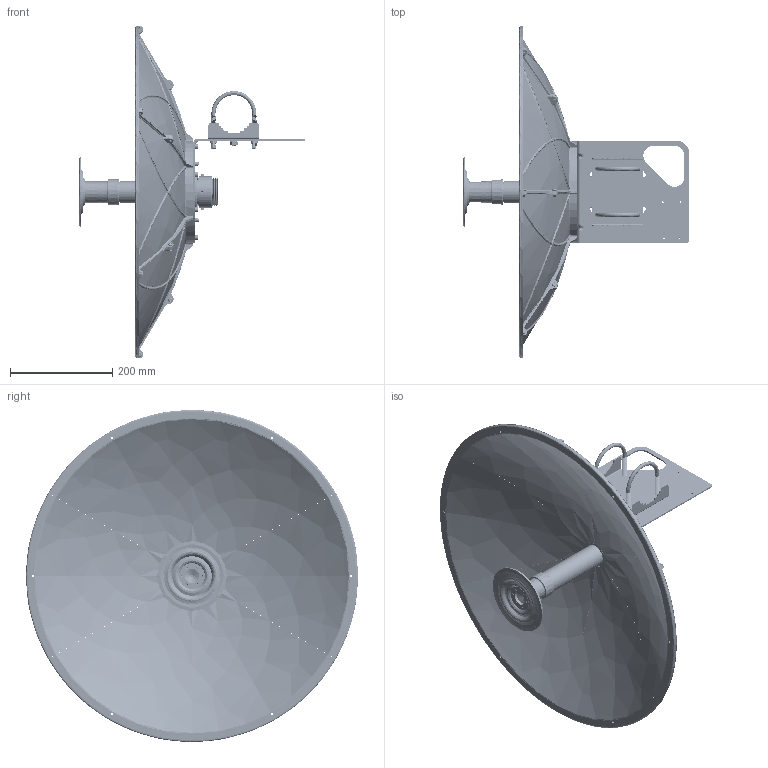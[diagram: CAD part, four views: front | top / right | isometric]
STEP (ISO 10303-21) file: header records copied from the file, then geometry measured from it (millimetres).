
FILE_DESCRIPTION (( 'STEP AP214' ), '1' );
FILE_NAME ('HG4971DP-30DC-C5X_3D.step', '2023-03-29T15:22:57', ( '' ), ( '' ), 'SwSTEP 2.0', 'SolidWorks 2022', '' );
FILE_SCHEMA (( 'AUTOMOTIVE_DESIGN' ));
Length unit declared in the file: inch
Products named in the file (61): Copy of M6X15_10^Copy of 30PA-JM_HG4971DP-30DC-C5X; Copy of M5X12_11^HG4971DP-30DC-C5X; Copy of MHB0202_P6-LUGUAN_L165^HG4971DP-30DC-C5X; Copy of M4NEILUI_LUOSHAN_2^HG4971DP-30DC-C5X; Copy of P6_FANSHEQI-STEP_1^HG4971DP-30DC-C5X; Copy of M6X15_11^Copy of 30PA-JM_HG4971DP-30DC-C5X; Copy of M6X15_6^Copy of 30PA-JM_HG4971DP-30DC-C5X; Copy of M2X5_2^HG4971DP-30DC-C5X; Copy of M5X12_17^HG4971DP-30DC-C5X; Copy of MHB0205_P6-C5X_GUDINGZUO^HG4971DP-30DC-C5X; Copy of M6X15^Copy of 30PA-JM_HG4971DP-30DC-C5X; Copy of M5X12_8^HG4971DP-30DC-C5X; Copy of M2X5_3^HG4971DP-30DC-C5X; Copy of P6_FANSHEQI-STEP_3^HG4971DP-30DC-C5X; Copy of P6_FANSHEQI-STEP^HG4971DP-30DC-C5X; Copy of M6X15_1^Copy of 30PA-JM_HG4971DP-30DC-C5X; Copy of M4X10^HG4971DP-30DC-C5X; Copy of M5X12_16^HG4971DP-30DC-C5X; Copy of M5X12^HG4971DP-30DC-C5X; Copy of M5X12_10^HG4971DP-30DC-C5X; Copy of 30PA-JM^HG4971DP-30DC-C5X; Copy of P6_FANSHEQI-STEP_5^HG4971DP-30DC-C5X; Copy of M5X12_1^HG4971DP-30DC-C5X; Copy of M6X15_8^Copy of 30PA-JM_HG4971DP-30DC-C5X; Copy of P6_FANSHEQI-STEP_4^HG4971DP-30DC-C5X; Copy of M6X15_3^Copy of 30PA-JM_HG4971DP-30DC-C5X; Copy of M5X12_7^HG4971DP-30DC-C5X; Copy of M5X12_5^HG4971DP-30DC-C5X; HG4971DP-30DC-C5X_3D; Copy of M6X15_7^Copy of 30PA-JM_HG4971DP-30DC-C5X; Copy of MHB0204_P6-C5X_LIANJIEQI^HG4971DP-30DC-C5X; Copy of M2X5_5^HG4971DP-30DC-C5X; Copy of M5X12_4^HG4971DP-30DC-C5X; Copy of M6X15_9^Copy of 30PA-JM_HG4971DP-30DC-C5X; Copy of M8LM^Copy of 30PA-JM_HG4971DP-30DC-C5X; Copy of M5X12_15^HG4971DP-30DC-C5X; Copy of M6X15_4^Copy of 30PA-JM_HG4971DP-30DC-C5X; Copy of M4NEILUI_LUOSHAN_3^HG4971DP-30DC-C5X; Copy of M6X15_2^Copy of 30PA-JM_HG4971DP-30DC-C5X; Copy of M8DIEXING_LUOMU_3^Copy of 30PA-JM_HG4971DP-30DC-C5X ...
Assembly tree (60 placements, depth 3):
  HG4971DP-30DC-C5X_3D
    Copy of 30PA-JM^HG4971DP-30DC-C5X
      Copy of DB-5G30_JM_2^Copy of 30PA-JM_HG4971DP-30DC-C5X
      Copy of DB-5G30_U_TIE^Copy of 30PA-JM_HG4971DP-30DC-C5X
      Copy of M6X15^Copy of 30PA-JM_HG4971DP-30DC-C5X
      Copy of M6X15_1^Copy of 30PA-JM_HG4971DP-30DC-C5X
      Copy of M6X15_10^Copy of 30PA-JM_HG4971DP-30DC-C5X
      Copy of M6X15_11^Copy of 30PA-JM_HG4971DP-30DC-C5X
      Copy of M6X15_2^Copy of 30PA-JM_HG4971DP-30DC-C5X
      Copy of M6X15_3^Copy of 30PA-JM_HG4971DP-30DC-C5X
      Copy of M6X15_4^Copy of 30PA-JM_HG4971DP-30DC-C5X
      Copy of M6X15_5^Copy of 30PA-JM_HG4971DP-30DC-C5X
      Copy of M6X15_6^Copy of 30PA-JM_HG4971DP-30DC-C5X
      Copy of M6X15_7^Copy of 30PA-JM_HG4971DP-30DC-C5X
      Copy of M6X15_8^Copy of 30PA-JM_HG4971DP-30DC-C5X
      Copy of M6X15_9^Copy of 30PA-JM_HG4971DP-30DC-C5X
      Copy of M8DIEXING_LUOMU^Copy of 30PA-JM_HG4971DP-30DC-C5X
      Copy of M8DIEXING_LUOMU_1^Copy of 30PA-JM_HG4971DP-30DC-C5X
      Copy of M8DIEXING_LUOMU_2^Copy of 30PA-JM_HG4971DP-30DC-C5X
      Copy of M8DIEXING_LUOMU_3^Copy of 30PA-JM_HG4971DP-30DC-C5X
      Copy of M8LM^Copy of 30PA-JM_HG4971DP-30DC-C5X
      Copy of M8_PJ2^Copy of 30PA-JM_HG4971DP-30DC-C5X
      Copy of MHE0154_P6_JIAMA^Copy of 30PA-JM_HG4971DP-30DC-C5X
    Copy of M2X5^HG4971DP-30DC-C5X
    Copy of M2X5_1^HG4971DP-30DC-C5X
    Copy of M2X5_2^HG4971DP-30DC-C5X
    Copy of M2X5_3^HG4971DP-30DC-C5X
    Copy of M2X5_4^HG4971DP-30DC-C5X
    Copy of M2X5_5^HG4971DP-30DC-C5X
    Copy of M4NEILUI_LUOSHAN^HG4971DP-30DC-C5X
    Copy of M4NEILUI_LUOSHAN_1^HG4971DP-30DC-C5X
    Copy of M4NEILUI_LUOSHAN_2^HG4971DP-30DC-C5X
    Copy of M4NEILUI_LUOSHAN_3^HG4971DP-30DC-C5X
    Copy of M4X10^HG4971DP-30DC-C5X
    Copy of M4X10_1^HG4971DP-30DC-C5X
    Copy of M5X12^HG4971DP-30DC-C5X
    Copy of M5X12_1^HG4971DP-30DC-C5X
    Copy of M5X12_10^HG4971DP-30DC-C5X
    Copy of M5X12_11^HG4971DP-30DC-C5X
    Copy of M5X12_15^HG4971DP-30DC-C5X
    Copy of M5X12_16^HG4971DP-30DC-C5X
    Copy of M5X12_17^HG4971DP-30DC-C5X
    Copy of M5X12_2^HG4971DP-30DC-C5X
    Copy of M5X12_3^HG4971DP-30DC-C5X
    Copy of M5X12_4^HG4971DP-30DC-C5X
    Copy of M5X12_5^HG4971DP-30DC-C5X
    Copy of M5X12_6^HG4971DP-30DC-C5X
    Copy of M5X12_7^HG4971DP-30DC-C5X
    Copy of M5X12_8^HG4971DP-30DC-C5X
    Copy of M5X12_9^HG4971DP-30DC-C5X
    Copy of MHB0202_P6-LUGUAN_L165^HG4971DP-30DC-C5X
    Copy of MHB0205_P6-C5X_GUDINGZUO^HG4971DP-30DC-C5X
    Copy of MHB0204_P6-C5X_LIANJIEQI^HG4971DP-30DC-C5X
    Copy of P6_FANSHEQI-STEP^HG4971DP-30DC-C5X
    Copy of P6_FANSHEQI-STEP_1^HG4971DP-30DC-C5X
    Copy of P6_FANSHEQI-STEP_2^HG4971DP-30DC-C5X
    Copy of P6_FANSHEQI-STEP_3^HG4971DP-30DC-C5X
    Copy of P6_FANSHEQI-STEP_4^HG4971DP-30DC-C5X
    Copy of P6_FANSHEQI-STEP_5^HG4971DP-30DC-C5X
    Copy of __^HG4971DP-30DC-C5X
Bounding box: 443.85 x 650 x 650 mm (x, y, z)
Volume: 1356784.5 mm3; surface area: 1209530 mm2
Topology: 44 solids, 80 shells, 6806 faces, 19424 edges, 12763 vertices
Faces by surface type: cylinder 2519, bspline 2476, plane 1643, cone 168
Entity records: 530006 total; most frequent: CARTESIAN_POINT 382758, ORIENTED_EDGE 38352, EDGE_CURVE 19212, DIRECTION 17367, VERTEX_POINT 12748, B_SPLINE_CURVE_WITH_KNOTS 11503, EDGE_LOOP 7182, FACE_OUTER_BOUND 6791
